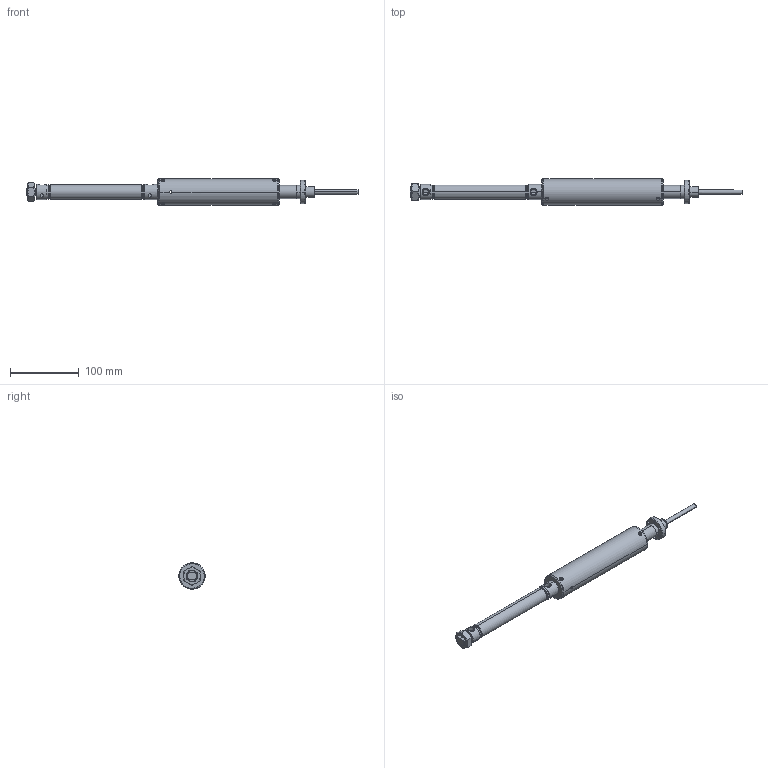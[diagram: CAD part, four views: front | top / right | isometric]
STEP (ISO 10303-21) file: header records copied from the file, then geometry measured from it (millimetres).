
FILE_DESCRIPTION (( 'STEP AP214' ), '1' );
FILE_NAME ('SN102099-05, FLMP-133-25-4.STEP', '2016-10-17T16:29:20', ( 'My Thermionics' ), ( '' ), 'SwSTEP 2.0', 'SolidWorks 2010', '' );
FILE_SCHEMA (( 'AUTOMOTIVE_DESIGN' ));
Length unit declared in the file: inch
Products named in the file (1): SN102099-05, FLMP-133-25-4
Bounding box: 481.33 x 38.13 x 38.1 mm (x, y, z)
Surface area: 51641.3 mm2 (no closed solid volume)
Topology: 0 solids, 18 shells, 238 faces, 656 edges, 424 vertices
Faces by surface type: cylinder 92, plane 82, cone 58, torus 6
Entity records: 11732 total; most frequent: CARTESIAN_POINT 2567, DIRECTION 1317, ORIENTED_EDGE 1113, EDGE_CURVE 656, AXIS2_PLACEMENT_3D 498, VERTEX_POINT 424, LINE 321, VECTOR 321
